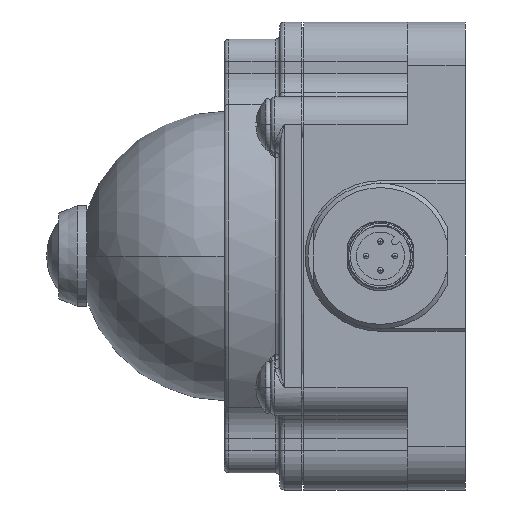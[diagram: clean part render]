
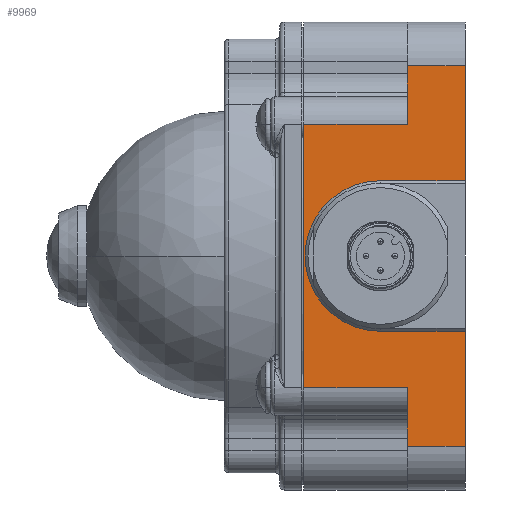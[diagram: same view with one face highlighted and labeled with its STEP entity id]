
A CAD part, left-side view. The second image highlights one B-rep face of the part: STEP entity #9969.
In plain terms, the highlighted planar face has unit normal (-1, 0, 0).
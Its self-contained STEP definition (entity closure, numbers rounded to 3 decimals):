
#173=DIRECTION('',(0.,1.,0.));
#174=VECTOR('',#173,14.669);
#175=CARTESIAN_POINT('',(-40.07,0.,13.018));
#176=LINE('',#175,#174);
#177=CARTESIAN_POINT('',(-40.07,14.669,0.));
#178=DIRECTION('',(1.,0.,0.));
#179=DIRECTION('',(0.,0.,-1.));
#180=AXIS2_PLACEMENT_3D('',#177,#178,#179);
#182=DIRECTION('',(0.,1.,0.));
#183=VECTOR('',#182,14.669);
#184=CARTESIAN_POINT('',(-40.07,0.,-13.018));
#185=LINE('',#184,#183);
#186=DIRECTION('',(0.,0.,-1.));
#187=VECTOR('',#186,19.837);
#188=CARTESIAN_POINT('',(-40.07,0.,-13.018));
#189=LINE('',#188,#187);
#190=DIRECTION('',(0.,1.,0.));
#191=VECTOR('',#190,10.);
#192=CARTESIAN_POINT('',(-40.07,0.,-32.854));
#193=LINE('',#192,#191);
#194=DIRECTION('',(0.,1.,0.));
#195=VECTOR('',#194,17.9);
#196=CARTESIAN_POINT('',(-40.07,10.,-22.733));
#197=LINE('',#196,#195);
#198=DIRECTION('',(0.,0.,-1.));
#199=VECTOR('',#198,19.837);
#200=CARTESIAN_POINT('',(-40.07,0.,32.854));
#201=LINE('',#200,#199);
#3608=DIRECTION('',(0.,0.,1.));
#3609=VECTOR('',#3608,10.121);
#3610=CARTESIAN_POINT('',(-40.07,10.,-32.854));
#3611=LINE('',#3610,#3609);
#3649=DIRECTION('',(0.,0.,1.));
#3650=VECTOR('',#3649,45.466);
#3651=CARTESIAN_POINT('',(-40.07,27.9,-22.733));
#3652=LINE('',#3651,#3650);
#3886=DIRECTION('',(0.,0.,1.));
#3887=VECTOR('',#3886,10.121);
#3888=CARTESIAN_POINT('',(-40.07,10.,22.733));
#3889=LINE('',#3888,#3887);
#3914=DIRECTION('',(0.,1.,0.));
#3915=VECTOR('',#3914,17.9);
#3916=CARTESIAN_POINT('',(-40.07,10.,22.733));
#3917=LINE('',#3916,#3915);
#4478=DIRECTION('',(0.,1.,0.));
#4479=VECTOR('',#4478,10.);
#4480=CARTESIAN_POINT('',(-40.07,0.,32.854));
#4481=LINE('',#4480,#4479);
#8298=CARTESIAN_POINT('',(-40.07,0.,-32.854));
#8300=VERTEX_POINT('',#8298);
#8301=CARTESIAN_POINT('',(-40.07,0.,32.854));
#8303=VERTEX_POINT('',#8301);
#8314=CARTESIAN_POINT('',(-40.07,10.,-32.854));
#8316=VERTEX_POINT('',#8314);
#8317=CARTESIAN_POINT('',(-40.07,10.,32.854));
#8319=VERTEX_POINT('',#8317);
#8329=CARTESIAN_POINT('',(-40.07,10.,-22.733));
#8330=VERTEX_POINT('',#8329);
#8331=CARTESIAN_POINT('',(-40.07,10.,22.733));
#8332=VERTEX_POINT('',#8331);
#8442=CARTESIAN_POINT('',(-40.07,27.9,-22.733));
#8444=VERTEX_POINT('',#8442);
#8445=CARTESIAN_POINT('',(-40.07,27.9,22.733));
#8446=VERTEX_POINT('',#8445);
#8485=CARTESIAN_POINT('',(-40.07,14.669,13.018));
#8486=VERTEX_POINT('',#8485);
#8487=CARTESIAN_POINT('',(-40.07,0.,13.018));
#8488=VERTEX_POINT('',#8487);
#8489=CARTESIAN_POINT('',(-40.07,0.,-13.018));
#8490=VERTEX_POINT('',#8489);
#8491=CARTESIAN_POINT('',(-40.07,14.669,-13.018));
#8492=VERTEX_POINT('',#8491);
#9941=CARTESIAN_POINT('',(-40.07,0.,-32.854));
#9942=DIRECTION('',(-1.,0.,0.));
#9943=DIRECTION('',(0.,0.,1.));
#9944=AXIS2_PLACEMENT_3D('',#9941,#9942,#9943);
#9945=PLANE('',#9944);
#9947=ORIENTED_EDGE('',*,*,#9946,.T.);
#9949=ORIENTED_EDGE('',*,*,#9948,.F.);
#9950=ORIENTED_EDGE('',*,*,#9934,.F.);
#9951=ORIENTED_EDGE('',*,*,#9841,.T.);
#9953=ORIENTED_EDGE('',*,*,#9952,.T.);
#9955=ORIENTED_EDGE('',*,*,#9954,.T.);
#9957=ORIENTED_EDGE('',*,*,#9956,.T.);
#9959=ORIENTED_EDGE('',*,*,#9958,.T.);
#9961=ORIENTED_EDGE('',*,*,#9960,.F.);
#9963=ORIENTED_EDGE('',*,*,#9962,.T.);
#9965=ORIENTED_EDGE('',*,*,#9964,.F.);
#9966=ORIENTED_EDGE('',*,*,#9825,.T.);
#9967=EDGE_LOOP('',(#9947,#9949,#9950,#9951,#9953,#9955,#9957,#9959,#9961,#9963,
#9965,#9966));
#9968=FACE_OUTER_BOUND('',#9967,.F.);
#9969=ADVANCED_FACE('',(#9968),#9945,.T.);
#181=CIRCLE('',#180,13.018);
#9825=EDGE_CURVE('',#8303,#8488,#201,.T.);
#9841=EDGE_CURVE('',#8490,#8300,#189,.T.);
#9934=EDGE_CURVE('',#8490,#8492,#185,.T.);
#9946=EDGE_CURVE('',#8488,#8486,#176,.T.);
#9948=EDGE_CURVE('',#8492,#8486,#181,.T.);
#9952=EDGE_CURVE('',#8300,#8316,#193,.T.);
#9954=EDGE_CURVE('',#8316,#8330,#3611,.T.);
#9956=EDGE_CURVE('',#8330,#8444,#197,.T.);
#9958=EDGE_CURVE('',#8444,#8446,#3652,.T.);
#9960=EDGE_CURVE('',#8332,#8446,#3917,.T.);
#9962=EDGE_CURVE('',#8332,#8319,#3889,.T.);
#9964=EDGE_CURVE('',#8303,#8319,#4481,.T.);
